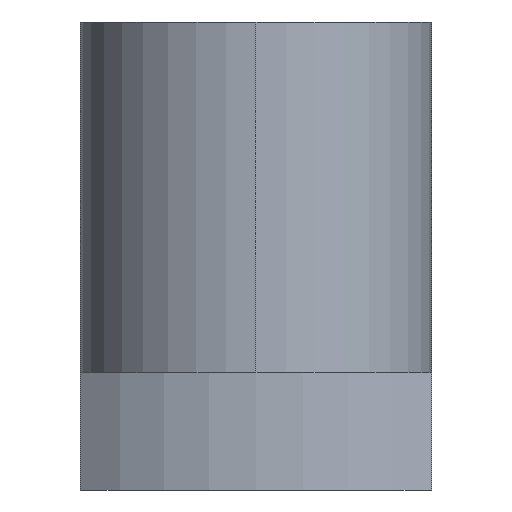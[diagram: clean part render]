
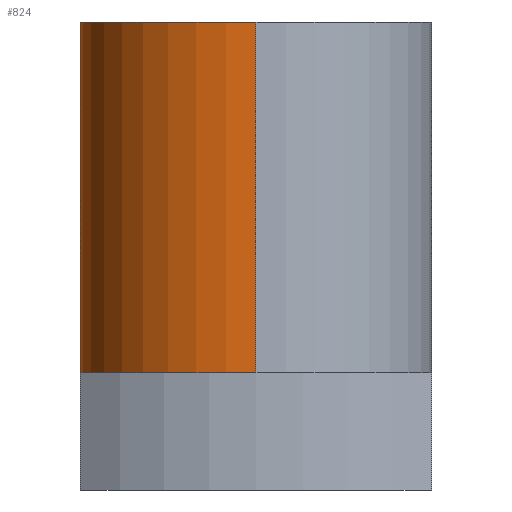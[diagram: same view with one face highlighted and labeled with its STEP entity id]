
A CAD part, left-side view. The second image highlights one B-rep face of the part: STEP entity #824.
In plain terms, the highlighted cylindrical face has radius 3 mm (diameter 6 mm), a partial arc.
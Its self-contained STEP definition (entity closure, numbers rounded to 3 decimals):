
#119 = EDGE_LOOP ( 'NONE', ( #844, #1035, #427, #855 ) ) ;
#233 = CARTESIAN_POINT ( 'NONE',  ( -8., 3., 6. ) ) ;
#241 = CYLINDRICAL_SURFACE ( 'NONE', #418, 3. ) ;
#345 = VERTEX_POINT ( 'NONE', #433 ) ;
#368 = DIRECTION ( 'NONE',  ( 1., 0., 0. ) ) ;
#383 = CARTESIAN_POINT ( 'NONE',  ( -11., 0., 0. ) ) ;
#418 = AXIS2_PLACEMENT_3D ( 'NONE', #626, #1003, #816 ) ;
#427 = ORIENTED_EDGE ( 'NONE', *, *, #1232, .T. ) ;
#433 = CARTESIAN_POINT ( 'NONE',  ( -8., 3., 0. ) ) ;
#437 = CIRCLE ( 'NONE', #913, 3. ) ;
#487 = CARTESIAN_POINT ( 'NONE',  ( -8., 0., 0. ) ) ;
#505 = VECTOR ( 'NONE', #716, 1000. ) ;
#509 = DIRECTION ( 'NONE',  ( 0., 0., 1. ) ) ;
#523 = LINE ( 'NONE', #233, #505 ) ;
#626 = CARTESIAN_POINT ( 'NONE',  ( -8., 0., 6. ) ) ;
#642 = DIRECTION ( 'NONE',  ( 0., 0., -1. ) ) ;
#661 = CARTESIAN_POINT ( 'NONE',  ( -8., 3., 6. ) ) ;
#670 = EDGE_CURVE ( 'NONE', #922, #1128, #437, .T. ) ;
#715 = VECTOR ( 'NONE', #642, 1000. ) ;
#716 = DIRECTION ( 'NONE',  ( 0., 0., -1. ) ) ;
#720 = EDGE_CURVE ( 'NONE', #1128, #970, #1015, .T. ) ;
#725 = CARTESIAN_POINT ( 'NONE',  ( -11., 0., 6. ) ) ;
#796 = AXIS2_PLACEMENT_3D ( 'NONE', #487, #1127, #368 ) ;
#816 = DIRECTION ( 'NONE',  ( -1., 0., 0. ) ) ;
#824 = ADVANCED_FACE ( 'NONE', ( #1092 ), #241, .T. ) ;
#844 = ORIENTED_EDGE ( 'NONE', *, *, #720, .F. ) ;
#855 = ORIENTED_EDGE ( 'NONE', *, *, #880, .T. ) ;
#865 = CARTESIAN_POINT ( 'NONE',  ( -11., 0., 6. ) ) ;
#880 = EDGE_CURVE ( 'NONE', #345, #970, #1012, .T. ) ;
#888 = CARTESIAN_POINT ( 'NONE',  ( -8., 0., 6. ) ) ;
#913 = AXIS2_PLACEMENT_3D ( 'NONE', #888, #509, #1082 ) ;
#922 = VERTEX_POINT ( 'NONE', #661 ) ;
#970 = VERTEX_POINT ( 'NONE', #383 ) ;
#1003 = DIRECTION ( 'NONE',  ( 0., 0., -1. ) ) ;
#1012 = CIRCLE ( 'NONE', #796, 3. ) ;
#1015 = LINE ( 'NONE', #725, #715 ) ;
#1035 = ORIENTED_EDGE ( 'NONE', *, *, #670, .F. ) ;
#1082 = DIRECTION ( 'NONE',  ( 1., 0., 0. ) ) ;
#1092 = FACE_OUTER_BOUND ( 'NONE', #119, .T. ) ;
#1127 = DIRECTION ( 'NONE',  ( 0., 0., 1. ) ) ;
#1128 = VERTEX_POINT ( 'NONE', #865 ) ;
#1232 = EDGE_CURVE ( 'NONE', #922, #345, #523, .T. ) ;
